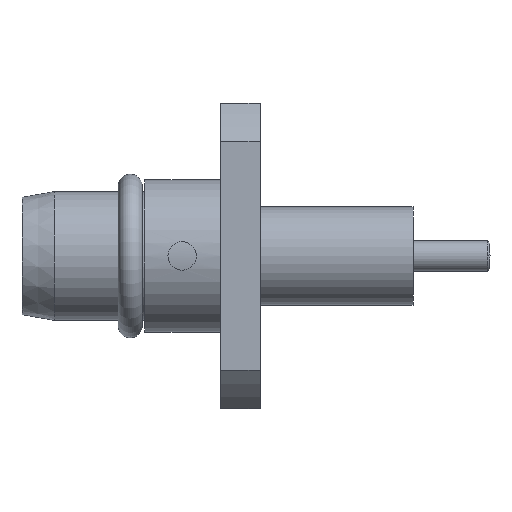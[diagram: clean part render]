
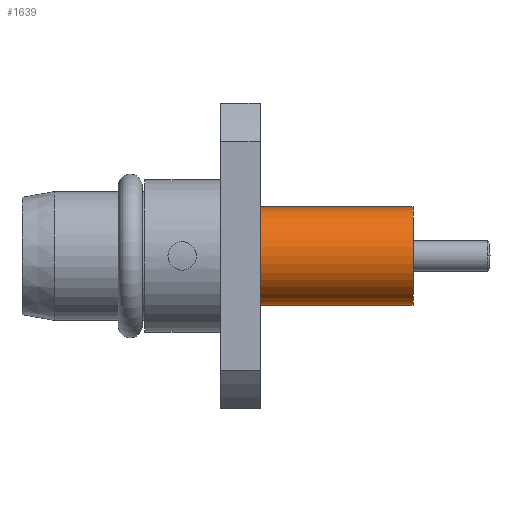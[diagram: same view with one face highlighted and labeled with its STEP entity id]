
A CAD part, top view. The second image highlights one B-rep face of the part: STEP entity #1639.
In plain terms, the highlighted cylindrical face has radius 2.04 mm (diameter 4.08 mm), a partial arc.
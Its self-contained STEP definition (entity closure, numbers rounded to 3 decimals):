
#100 = DIRECTION ( 'NONE',  ( 1., 0., 0. ) ) ;
#211 = VECTOR ( 'NONE', #784, 1000. ) ;
#235 = LINE ( 'NONE', #1478, #211 ) ;
#248 = DIRECTION ( 'NONE',  ( 0., -1., 0. ) ) ;
#389 = EDGE_CURVE ( 'NONE', #1418, #940, #235, .T. ) ;
#407 = ORIENTED_EDGE ( 'NONE', *, *, #1300, .F. ) ;
#413 = VECTOR ( 'NONE', #1793, 1000. ) ;
#522 = ORIENTED_EDGE ( 'NONE', *, *, #389, .F. ) ;
#536 = EDGE_LOOP ( 'NONE', ( #522, #407, #1202, #1699 ) ) ;
#570 = CARTESIAN_POINT ( 'NONE',  ( 16.25, -2.04, 0. ) ) ;
#630 = VERTEX_POINT ( 'NONE', #1743 ) ;
#741 = CARTESIAN_POINT ( 'NONE',  ( 16.25, 2.04, 0. ) ) ;
#784 = DIRECTION ( 'NONE',  ( -1., 0., 0. ) ) ;
#940 = VERTEX_POINT ( 'NONE', #1395 ) ;
#1027 = FACE_OUTER_BOUND ( 'NONE', #536, .T. ) ;
#1041 = CARTESIAN_POINT ( 'NONE',  ( 9.9, 0., 0. ) ) ;
#1062 = DIRECTION ( 'NONE',  ( -1., 0., 0. ) ) ;
#1099 = DIRECTION ( 'NONE',  ( 0., -1., 0. ) ) ;
#1186 = CIRCLE ( 'NONE', #1697, 2.04 ) ;
#1198 = CARTESIAN_POINT ( 'NONE',  ( 20.422, 2.04, 0. ) ) ;
#1202 = ORIENTED_EDGE ( 'NONE', *, *, #1580, .T. ) ;
#1211 = VERTEX_POINT ( 'NONE', #741 ) ;
#1254 = EDGE_CURVE ( 'NONE', #630, #940, #1520, .T. ) ;
#1300 = EDGE_CURVE ( 'NONE', #1211, #1418, #1186, .T. ) ;
#1395 = CARTESIAN_POINT ( 'NONE',  ( 9.9, -2.04, 0. ) ) ;
#1418 = VERTEX_POINT ( 'NONE', #570 ) ;
#1454 = AXIS2_PLACEMENT_3D ( 'NONE', #1649, #1062, #1611 ) ;
#1478 = CARTESIAN_POINT ( 'NONE',  ( 20.422, -2.04, 0. ) ) ;
#1490 = LINE ( 'NONE', #1198, #413 ) ;
#1520 = CIRCLE ( 'NONE', #1612, 2.04 ) ;
#1580 = EDGE_CURVE ( 'NONE', #1211, #630, #1490, .T. ) ;
#1611 = DIRECTION ( 'NONE',  ( 0., 1., 0. ) ) ;
#1612 = AXIS2_PLACEMENT_3D ( 'NONE', #1041, #1622, #1099 ) ;
#1622 = DIRECTION ( 'NONE',  ( 1., 0., 0. ) ) ;
#1639 = ADVANCED_FACE ( 'NONE', ( #1027 ), #1641, .T. ) ;
#1641 = CYLINDRICAL_SURFACE ( 'NONE', #1454, 2.04 ) ;
#1649 = CARTESIAN_POINT ( 'NONE',  ( 20.422, 0., 0. ) ) ;
#1697 = AXIS2_PLACEMENT_3D ( 'NONE', #1813, #100, #248 ) ;
#1699 = ORIENTED_EDGE ( 'NONE', *, *, #1254, .T. ) ;
#1743 = CARTESIAN_POINT ( 'NONE',  ( 9.9, 2.04, 0. ) ) ;
#1793 = DIRECTION ( 'NONE',  ( -1., 0., 0. ) ) ;
#1813 = CARTESIAN_POINT ( 'NONE',  ( 16.25, 0., 0. ) ) ;
